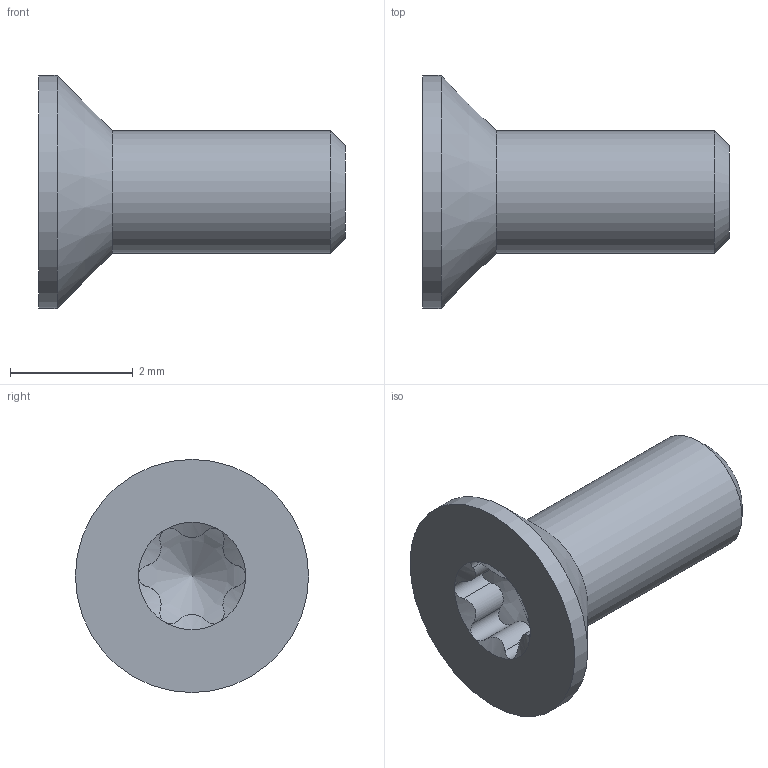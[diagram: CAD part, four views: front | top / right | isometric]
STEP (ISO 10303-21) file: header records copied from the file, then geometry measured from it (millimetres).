
FILE_DESCRIPTION( ( 'STEP AP214' ), '1' );
FILE_NAME( 'BN 3803 3061666 hexalobular socket countersunk flat head screw M2x5.stp', '2020-07-23T12:04:43', ( 'License CC BY-ND 4.0' ), ( 'CADENAS' ), ' ', 'PARTsolutions', ' ' );
FILE_SCHEMA( ( 'AUTOMOTIVE_DESIGN { 1 0 10303 214 1 1 1 1 }' ) );
Length unit declared in the file: millimetre
Products named in the file (1): HI_BN 3803 3061666 hexalobular socket countersunk flat head screw M2x5
Bounding box: 5 x 3.8 x 3.8 mm (x, y, z)
Volume: 19.8 mm3; surface area: 56.7 mm2
Topology: 1 solids, 1 shells, 31 faces, 78 edges, 49 vertices
Faces by surface type: cylinder 14, cone 9, plane 8
Full cylindrical faces by diameter (mm): 2 x1, 3.8 x1
Entity records: 1280 total; most frequent: CARTESIAN_POINT 355, ORIENTED_EDGE 142, DIRECTION 122, EDGE_CURVE 71, AXIS2_PLACEMENT_3D 55, VERTEX_POINT 48, EDGE_LOOP 36, B_SPLINE_CURVE_WITH_KNOTS 36
